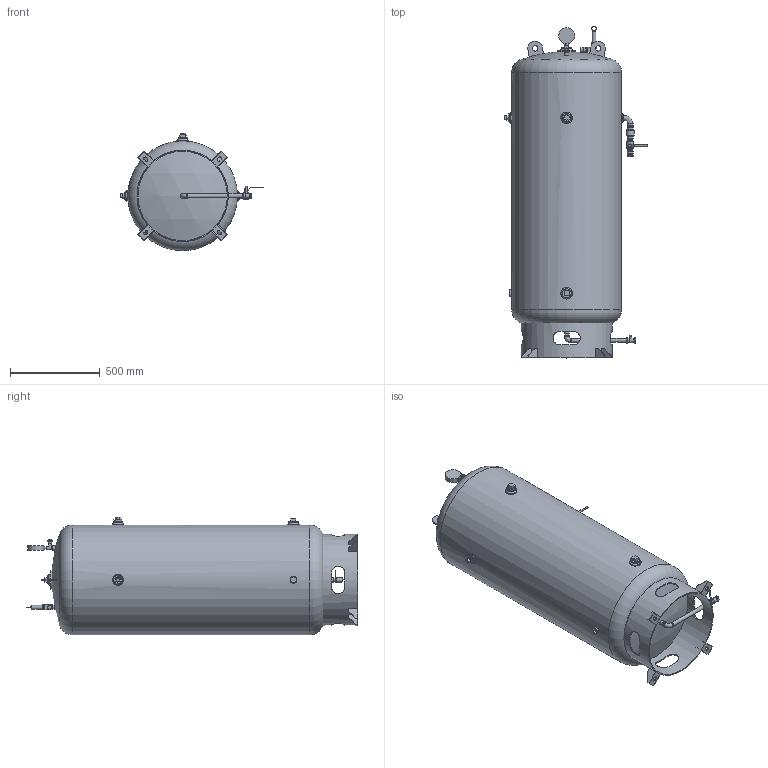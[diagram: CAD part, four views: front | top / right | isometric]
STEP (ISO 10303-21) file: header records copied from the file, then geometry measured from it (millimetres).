
FILE_DESCRIPTION(/* description */ (''),/* implementation_level */ '2;1');
FILE_NAME(/* name */ 'VORTEX_80 GALLON WATER TANK_SERIES 950.stp',/* time_stamp */ '2019-04-18T09:55:36+05:00',/* author */ ('vjadhav'),/* organization */ (''),/* preprocessor_version */ 'ST-DEVELOPER v16.1',/* originating_system */ 'Autodesk Inventor 2016',/* authorisation */ '');
FILE_SCHEMA (('AUTOMOTIVE_DESIGN { 1 0 10303 214 3 1 1 }'));
Length unit declared in the file: inch
Products named in the file (1): Victaulic-FP-Vortex 80 Gallon Series 950 Fire Suppression System Tank
Bounding box: 800.1 x 1844.67 x 652.78 mm (x, y, z)
Volume: 434905209.4 mm3; surface area: 4056095.1 mm2
Topology: 3 solids, 3 shells, 404 faces, 985 edges, 644 vertices
Faces by surface type: plane 312, cylinder 79, torus 8, cone 2, sphere 2, bspline 1
Full cylindrical faces by diameter (mm): 5.08 x1, 11.43 x1, 13.716 x3, 15.24 x1, 19.05 x1, 21.336 x9, 25.4 x1, 26.67 x9, 27.94 x2, 30.48 x3, 31.75 x2, 33.02 x1, 33.401 x1, 35.56 x1, 38.1 x3, 43.18 x1, 45.72 x1, 50.8 x4, 55.88 x1, 60.96 x1, 63.5 x2, 88.9 x1, 101.6 x1, 496.916 x1, 507.076 x1, 609.6 x1
Entity records: 12773 total; most frequent: CARTESIAN_POINT 3307, DIRECTION 1827, ORIENTED_EDGE 1778, EDGE_CURVE 886, LINE 643, VECTOR 643, VERTEX_POINT 615, AXIS2_PLACEMENT_3D 592
